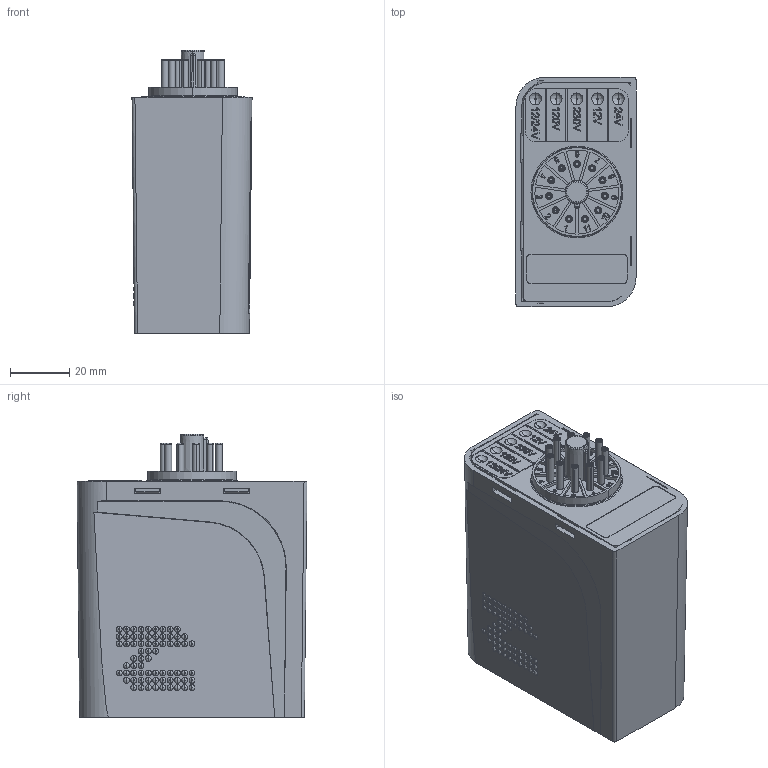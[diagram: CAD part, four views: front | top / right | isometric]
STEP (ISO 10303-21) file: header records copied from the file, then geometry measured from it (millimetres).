
FILE_DESCRIPTION((''),'2;1');
FILE_NAME('DB_CAD6686_LC20-1-RB_SW0002','2019-08-14T11:49:31',('cmozuch'),(''),'CREO PARAMETRIC BY PTC INC, 2018420','CREO PARAMETRIC BY PTC INC, 2018420','');
FILE_SCHEMA(('CONFIG_CONTROL_DESIGN','SHAPE_APPEARANCE_LAYERS_GROUPS'));
Products named in the file (1): DB_CAD6686_LC20-1-RB_SW0002
Bounding box: 40.55 x 77.67 x 95.92 mm (x, y, z)
Volume: 45748.6 mm3; surface area: 53135.3 mm2
Topology: 3 solids, 3 shells, 2487 faces, 6652 edges, 4430 vertices
Faces by surface type: plane 1243, extrusion 494, cylinder 477, bspline 148, torus 103, cone 12, sphere 10
Entity records: 110135 total; most frequent: CARTESIAN_POINT 25711, ORIENTED_EDGE 13284, DIRECTION 11207, EDGE_CURVE 6642, VERTEX_POINT 4430, VECTOR 4161, LINE 3667, AXIS2_PLACEMENT_3D 3523
